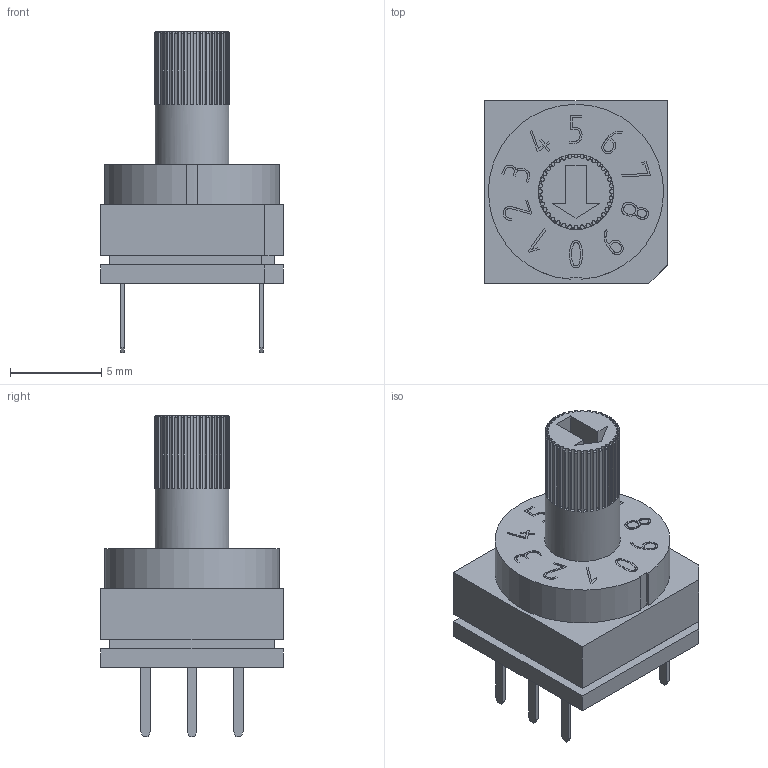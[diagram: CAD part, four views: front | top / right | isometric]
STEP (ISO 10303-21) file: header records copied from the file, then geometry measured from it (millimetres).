
FILE_DESCRIPTION( ( 'Unknown' ), '1' );
FILE_NAME( '42852742091x_10_Pos.stp', 'Unknown', ( 'Unknown' ), ( 'Unknown' ), 'XStep 1.0', 'Unknown', ' ' );
FILE_SCHEMA( ( 'automotive_design' ) );
Length unit declared in the file: millimetre
Products named in the file (1): 1
Bounding box: 10 x 10 x 17.6 mm (x, y, z)
Volume: 666.1 mm3; surface area: 710.9 mm2
Topology: 1 solids, 1 shells, 348 faces, 957 edges, 638 vertices
Faces by surface type: plane 244, cylinder 40, torus 36, extrusion 28
Full cylindrical faces by diameter (mm): 4.1 x1, 4.15 x1
Entity records: 14806 total; most frequent: CARTESIAN_POINT 3201, ORIENTED_EDGE 1900, DIRECTION 1729, EDGE_CURVE 950, VERTEX_POINT 637, AXIS2_PLACEMENT_3D 580, VECTOR 569, LINE 541
